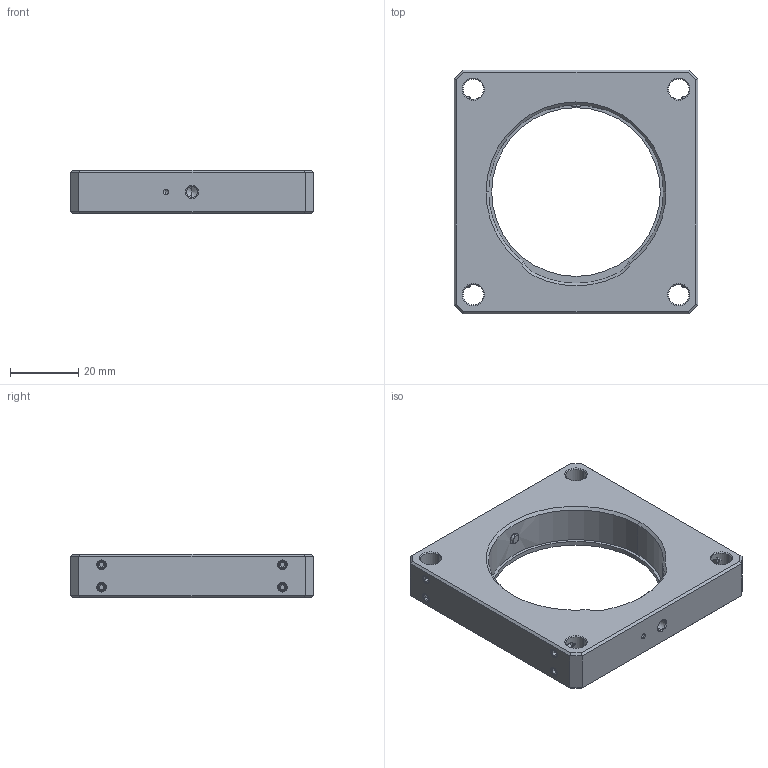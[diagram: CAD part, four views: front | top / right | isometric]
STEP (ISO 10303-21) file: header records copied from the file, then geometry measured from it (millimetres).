
FILE_DESCRIPTION (( 'STEP AP214' ), '1' );
FILE_NAME ('21893-E0W.STEP', '2020-10-22T15:16:34', ( '' ), ( '' ), 'SwSTEP 2.0', 'SolidWorks 2018', '' );
FILE_SCHEMA (( 'AUTOMOTIVE_DESIGN' ));
Length unit declared in the file: inch
Products named in the file (1): 21893-E0W
Bounding box: 71.12 x 71.12 x 12.7 mm (x, y, z)
Volume: 36189.8 mm3; surface area: 13406.1 mm2
Topology: 10 solids, 10 shells, 571 faces, 1391 edges, 866 vertices
Faces by surface type: plane 306, bspline 109, cone 98, cylinder 58
Entity records: 26567 total; most frequent: CARTESIAN_POINT 6338, ORIENTED_EDGE 2742, DIRECTION 2249, EDGE_CURVE 1371, LINE 943, VECTOR 943, VERTEX_POINT 866, AXIS2_PLACEMENT_3D 653
